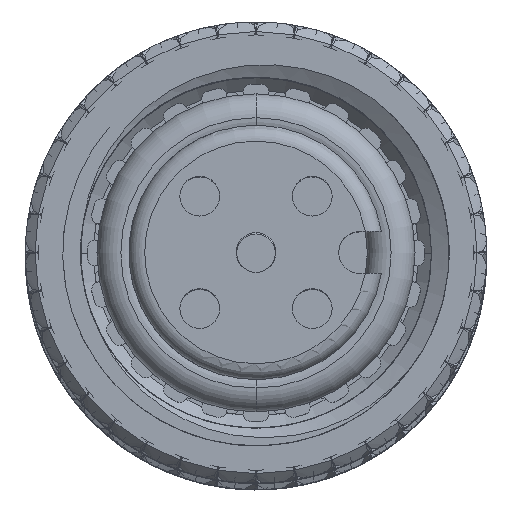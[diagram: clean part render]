
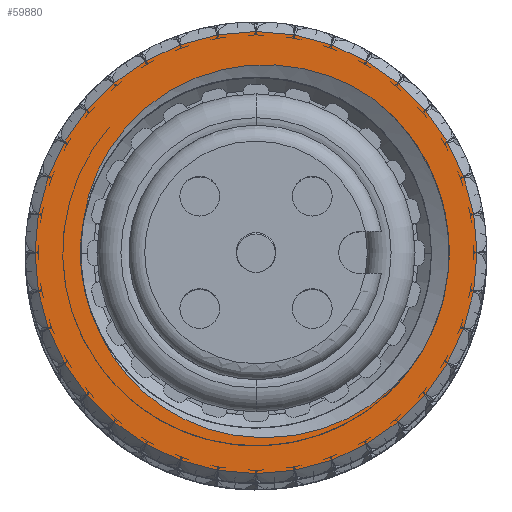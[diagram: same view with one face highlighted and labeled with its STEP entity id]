
A CAD part, top view. The second image highlights one B-rep face of the part: STEP entity #59880.
In plain terms, the highlighted face is planar.
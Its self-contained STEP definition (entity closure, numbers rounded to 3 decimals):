
#10332=CARTESIAN_POINT('',(0.,0.,0.));
#10333=DIRECTION('',(-1.,0.,0.));
#10334=DIRECTION('',(0.,1.,0.));
#10335=AXIS2_PLACEMENT_3D('',#10332,#10333,#10334);
#10337=CARTESIAN_POINT('',(0.,0.,0.));
#10338=DIRECTION('',(-1.,0.,0.));
#10339=DIRECTION('',(0.,-1.,0.));
#10340=AXIS2_PLACEMENT_3D('',#10337,#10338,#10339);
#10342=CARTESIAN_POINT('',(0.,-4.883,-3.616));
#10343=CARTESIAN_POINT('',(0.,-4.742,-3.79));
#10344=CARTESIAN_POINT('',(0.,-4.444,-4.117));
#10345=CARTESIAN_POINT('',(0.,-3.94,-4.561));
#10346=CARTESIAN_POINT('',(0.,-3.414,-4.93));
#10347=CARTESIAN_POINT('',(0.,-2.876,-5.229));
#10348=CARTESIAN_POINT('',(0.,-2.307,-5.474));
#10349=CARTESIAN_POINT('',(0.,-1.688,-5.665));
#10350=CARTESIAN_POINT('',(0.,-0.99,-5.797));
#10351=CARTESIAN_POINT('',(0.,-0.214,-5.843));
#10352=CARTESIAN_POINT('',(0.,0.559,-5.782));
#10353=CARTESIAN_POINT('',(0.,1.301,-5.624));
#10354=CARTESIAN_POINT('',(0.,2.011,-5.372));
#10355=CARTESIAN_POINT('',(0.,2.672,-5.035));
#10356=CARTESIAN_POINT('',(0.,3.252,-4.637));
#10357=CARTESIAN_POINT('',(0.,3.76,-4.191));
#10358=CARTESIAN_POINT('',(0.,4.207,-3.692));
#10359=CARTESIAN_POINT('',(0.,4.595,-3.139));
#10360=CARTESIAN_POINT('',(0.,4.805,-2.744));
#10361=CARTESIAN_POINT('',(0.,4.899,-2.538));
#10363=CARTESIAN_POINT('',(0.,-3.616,4.883));
#10364=CARTESIAN_POINT('',(0.,-3.811,4.739));
#10365=CARTESIAN_POINT('',(0.,-4.178,4.431));
#10366=CARTESIAN_POINT('',(0.,-4.672,3.907));
#10367=CARTESIAN_POINT('',(0.,-5.097,3.332));
#10368=CARTESIAN_POINT('',(0.,-5.455,2.708));
#10369=CARTESIAN_POINT('',(0.,-5.742,2.034));
#10370=CARTESIAN_POINT('',(0.,-5.948,1.314));
#10371=CARTESIAN_POINT('',(0.,-6.064,0.578));
#10372=CARTESIAN_POINT('',(0.,-6.089,-0.165));
#10373=CARTESIAN_POINT('',(0.,-6.024,-0.904));
#10374=CARTESIAN_POINT('',(0.,-5.867,-1.635));
#10375=CARTESIAN_POINT('',(0.,-5.627,-2.331));
#10376=CARTESIAN_POINT('',(0.,-5.304,-2.994));
#10377=CARTESIAN_POINT('',(0.,-5.033,-3.413));
#10378=CARTESIAN_POINT('',(0.,-4.883,-3.616));
#10380=CARTESIAN_POINT('',(0.,5.426,1.));
#10381=CARTESIAN_POINT('',(0.,5.403,1.177));
#10382=CARTESIAN_POINT('',(0.,5.339,1.526));
#10383=CARTESIAN_POINT('',(0.,5.192,2.041));
#10384=CARTESIAN_POINT('',(0.,4.999,2.534));
#10385=CARTESIAN_POINT('',(0.,4.761,3.007));
#10386=CARTESIAN_POINT('',(0.,4.466,3.476));
#10387=CARTESIAN_POINT('',(0.,4.096,3.95));
#10388=CARTESIAN_POINT('',(0.,3.635,4.422));
#10389=CARTESIAN_POINT('',(0.,3.081,4.867));
#10390=CARTESIAN_POINT('',(0.,2.441,5.258));
#10391=CARTESIAN_POINT('',(0.,1.771,5.554));
#10392=CARTESIAN_POINT('',(0.,1.094,5.76));
#10393=CARTESIAN_POINT('',(0.,0.404,5.882));
#10394=CARTESIAN_POINT('',(0.,-0.302,5.921));
#10395=CARTESIAN_POINT('',(0.,-1.006,5.875));
#10396=CARTESIAN_POINT('',(0.,-1.7,5.747));
#10397=CARTESIAN_POINT('',(0.,-2.373,5.539));
#10398=CARTESIAN_POINT('',(0.,-3.018,5.252));
#10399=CARTESIAN_POINT('',(0.,-3.421,5.014));
#10400=CARTESIAN_POINT('',(0.,-3.616,4.883));
#53844=CARTESIAN_POINT('',(0.,0.,0.));
#53845=DIRECTION('',(1.,0.,0.));
#53846=DIRECTION('',(0.,0.888,-0.46));
#53847=AXIS2_PLACEMENT_3D('',#53844,#53845,#53846);
#55578=CARTESIAN_POINT('',(0.,6.95,0.));
#55579=CARTESIAN_POINT('',(0.,-6.95,0.));
#55580=VERTEX_POINT('',#55578);
#55581=VERTEX_POINT('',#55579);
#55666=VERTEX_POINT('',#10380);
#55667=VERTEX_POINT('',#10400);
#55668=VERTEX_POINT('',#10378);
#55669=VERTEX_POINT('',#10361);
#59859=CARTESIAN_POINT('',(0.,0.,0.));
#59860=DIRECTION('',(1.,0.,0.));
#59861=DIRECTION('',(0.,-1.,0.));
#59862=AXIS2_PLACEMENT_3D('',#59859,#59860,#59861);
#59863=PLANE('',#59862);
#59865=ORIENTED_EDGE('',*,*,#59864,.F.);
#59867=ORIENTED_EDGE('',*,*,#59866,.F.);
#59868=EDGE_LOOP('',(#59865,#59867));
#59869=FACE_OUTER_BOUND('',#59868,.F.);
#59871=ORIENTED_EDGE('',*,*,#59870,.F.);
#59873=ORIENTED_EDGE('',*,*,#59872,.F.);
#59875=ORIENTED_EDGE('',*,*,#59874,.F.);
#59877=ORIENTED_EDGE('',*,*,#59876,.F.);
#59878=EDGE_LOOP('',(#59871,#59873,#59875,#59877));
#59879=FACE_BOUND('',#59878,.F.);
#59880=ADVANCED_FACE('',(#59869,#59879),#59863,.F.);
#10336=CIRCLE('',#10335,6.95);
#10341=CIRCLE('',#10340,6.95);
#10362=B_SPLINE_CURVE_WITH_KNOTS('',3,(#10342,#10343,#10344,#10345,#10346,
#10347,#10348,#10349,#10350,#10351,#10352,#10353,#10354,#10355,#10356,#10357,
#10358,#10359,#10360,#10361),.UNSPECIFIED.,.F.,.F.,(4,1,1,1,1,1,1,1,1,1,1,1,1,1,
1,1,1,4),(0.,0.059,0.118,0.176,
0.235,0.294,0.353,0.412,
0.471,0.529,0.588,0.647,
0.706,0.765,0.824,0.882,
0.941,1.),.UNSPECIFIED.);
#10379=B_SPLINE_CURVE_WITH_KNOTS('',3,(#10363,#10364,#10365,#10366,#10367,
#10368,#10369,#10370,#10371,#10372,#10373,#10374,#10375,#10376,#10377,#10378),
.UNSPECIFIED.,.F.,.F.,(4,1,1,1,1,1,1,1,1,1,1,1,1,4),(0.,0.077,
0.154,0.231,0.308,0.385,
0.462,0.538,0.615,0.692,
0.769,0.846,0.923,1.),.UNSPECIFIED.);
#10401=B_SPLINE_CURVE_WITH_KNOTS('',3,(#10380,#10381,#10382,#10383,#10384,
#10385,#10386,#10387,#10388,#10389,#10390,#10391,#10392,#10393,#10394,#10395,
#10396,#10397,#10398,#10399,#10400),.UNSPECIFIED.,.F.,.F.,(4,1,1,1,1,1,1,1,1,1,
1,1,1,1,1,1,1,1,4),(0.,0.056,0.111,0.167,
0.222,0.278,0.333,0.389,
0.444,0.5,0.556,0.611,0.667,
0.722,0.778,0.833,0.889,
0.944,1.),.UNSPECIFIED.);
#53848=CIRCLE('',#53847,5.518);
#59864=EDGE_CURVE('',#55580,#55581,#10336,.T.);
#59866=EDGE_CURVE('',#55581,#55580,#10341,.T.);
#59870=EDGE_CURVE('',#55669,#55666,#53848,.T.);
#59872=EDGE_CURVE('',#55668,#55669,#10362,.T.);
#59874=EDGE_CURVE('',#55667,#55668,#10379,.T.);
#59876=EDGE_CURVE('',#55666,#55667,#10401,.T.);
